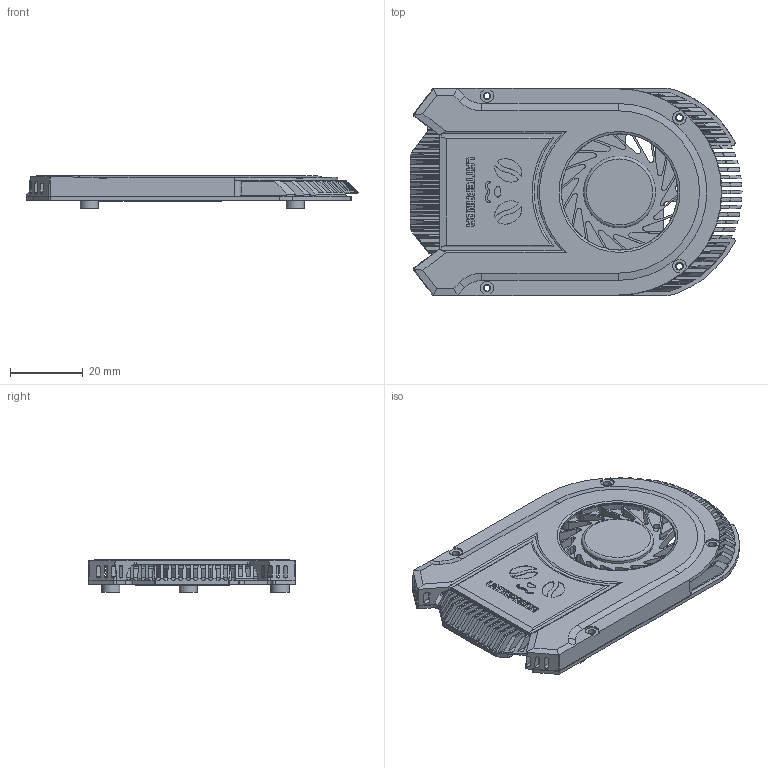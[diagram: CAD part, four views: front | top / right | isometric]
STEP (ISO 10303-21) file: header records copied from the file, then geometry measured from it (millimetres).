
FILE_DESCRIPTION(/* description */ (''),/* implementation_level */ '2;1');
FILE_NAME(/* name */ '',/* time_stamp */ '2023-06-20T11:16:41+08:00',/* author */ (''),/* organization */ (''),/* preprocessor_version */ 'ST-DEVELOPER v19.2',/* originating_system */ 'Autodesk Translation Framework v12.6.0.85',/* authorisation */ '');
FILE_SCHEMA (('AUTOMOTIVE_DESIGN { 1 0 10303 214 3 1 1 }'));
Length unit declared in the file: millimetre
Products named in the file (5): s70jr100_asm_20220106; s70jr100-20211129_asm生产文件 v2; S70JR100_ASM__STEP_V8_20211124_; s70jr-V4-20211230 v1; 风扇 v2
Assembly tree (4 placements, depth 3):
  s70jr100_asm_20220106
    s70jr100-20211129_asm生产文件 v2
      S70JR100_ASM__STEP_V8_20211124_
    s70jr-V4-20211230 v1
    风扇 v2
Bounding box: 91 x 56.9 x 9 mm (x, y, z)
Volume: 17276.8 mm3; surface area: 30407.1 mm2
Topology: 3 solids, 3 shells, 1161 faces, 3278 edges, 2153 vertices
Faces by surface type: plane 567, cylinder 409, bspline 114, torus 38, cone 33
Full cylindrical faces by diameter (mm): 1.623 x4, 2 x5, 2.075 x2, 2.1 x2, 3.8 x2, 4 x1, 5 x3, 5.325 x2, 19.693 x1
Entity records: 45083 total; most frequent: CARTESIAN_POINT 15694, ORIENTED_EDGE 6554, DIRECTION 5581, EDGE_CURVE 3277, VERTEX_POINT 2153, AXIS2_PLACEMENT_3D 1917, LINE 1747, VECTOR 1747
